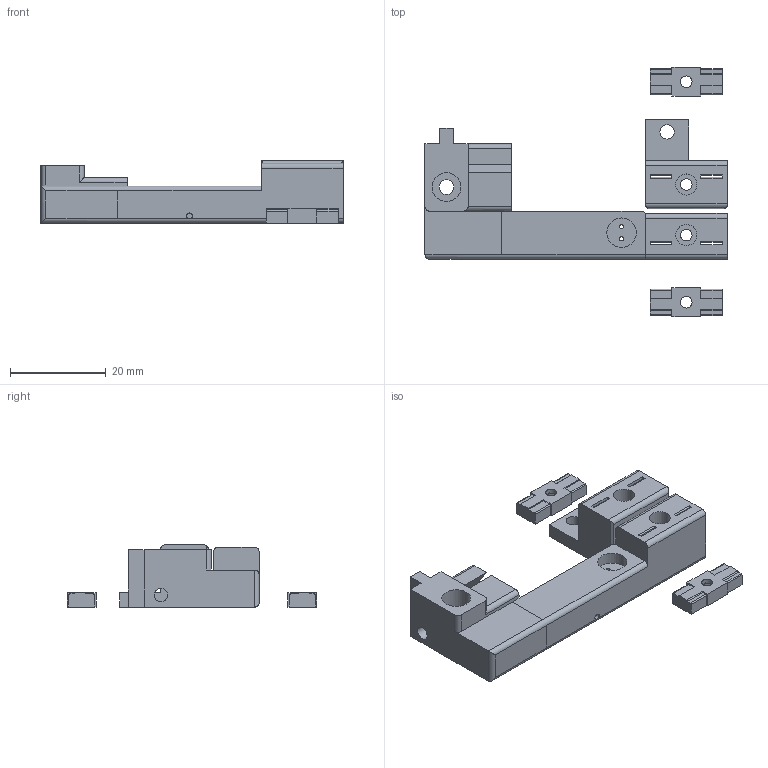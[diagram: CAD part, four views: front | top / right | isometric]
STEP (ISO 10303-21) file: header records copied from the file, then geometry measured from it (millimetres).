
FILE_DESCRIPTION(/* description */ (''),/* implementation_level */ '2;1');
FILE_NAME(/* name */ 'pcb_lock_frame_to_bed_connection_2p0.step',/* time_stamp */ '2022-02-21T16:03:36-05:00',/* author */ (''),/* organization */ (''),/* preprocessor_version */ 'ST-DEVELOPER v18.1',/* originating_system */ 'Autodesk Translation Framework v10.13.0.1454',/* authorisation */ '');
FILE_SCHEMA (('AUTOMOTIVE_DESIGN { 1 0 10303 214 3 1 1 }'));
Length unit declared in the file: millimetre
Products named in the file (4): pcb_lock_frame_to_bed_connection_2p0; bed_connection_spring__double_side_1p0; BedContact; Locking Insert
Assembly tree (4 placements, depth 2):
  pcb_lock_frame_to_bed_connection_2p0
    bed_connection_spring__double_side_1p0
    Locking Insert  x2
    BedContact
Bounding box: 63 x 52 x 13 mm (x, y, z)
Volume: 9147.4 mm3; surface area: 6735.3 mm2
Topology: 4 solids, 4 shells, 190 faces, 531 edges, 350 vertices
Faces by surface type: plane 141, cylinder 49
Full cylindrical faces by diameter (mm): 0.85 x2, 1.25 x1, 2.4 x4, 2.8 x1, 3 x1, 3.1 x1, 4.4 x2, 6 x1, 6.15 x1
Entity records: 4975 total; most frequent: CARTESIAN_POINT 864, ORIENTED_EDGE 836, DIRECTION 823, EDGE_CURVE 418, LINE 325, VECTOR 325, VERTEX_POINT 276, AXIS2_PLACEMENT_3D 249
